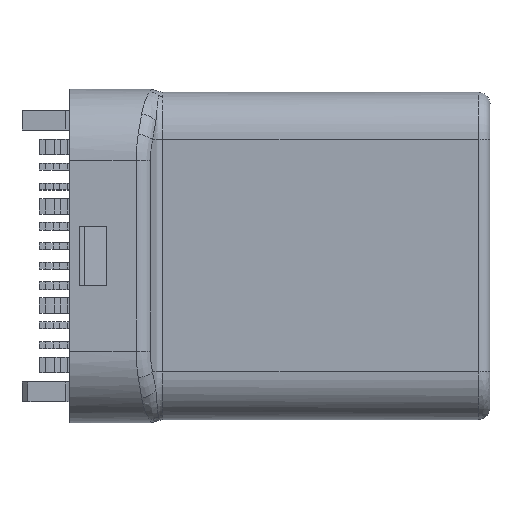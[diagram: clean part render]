
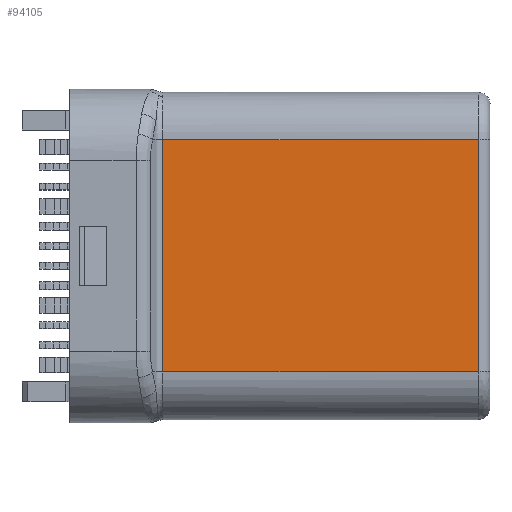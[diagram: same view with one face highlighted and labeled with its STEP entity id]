
A CAD part, top view. The second image highlights one B-rep face of the part: STEP entity #94105.
In plain terms, the highlighted face is planar.
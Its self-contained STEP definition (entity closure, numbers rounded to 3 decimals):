
#2059 = LINE ( 'NONE', #125280, #78796 ) ;
#6826 = EDGE_CURVE ( 'NONE', #32162, #25835, #69168, .T. ) ;
#7610 = EDGE_CURVE ( 'NONE', #22029, #25835, #53230, .T. ) ;
#12996 = VECTOR ( 'NONE', #35981, 1000. ) ;
#19144 = EDGE_CURVE ( 'NONE', #22029, #28909, #123573, .T. ) ;
#22029 = VERTEX_POINT ( 'NONE', #107610 ) ;
#23783 = ORIENTED_EDGE ( 'NONE', *, *, #6826, .F. ) ;
#24834 = CARTESIAN_POINT ( 'NONE',  ( 0., 1.2, -10.051 ) ) ;
#25388 = FACE_OUTER_BOUND ( 'NONE', #79558, .T. ) ;
#25835 = VERTEX_POINT ( 'NONE', #78460 ) ;
#28909 = VERTEX_POINT ( 'NONE', #117526 ) ;
#32162 = VERTEX_POINT ( 'NONE', #91308 ) ;
#35276 = VECTOR ( 'NONE', #126702, 1000. ) ;
#35981 = DIRECTION ( 'NONE',  ( 0., 0., 1. ) ) ;
#42503 = VECTOR ( 'NONE', #92120, 1000. ) ;
#42957 = DIRECTION ( 'NONE',  ( 0., 1., 0. ) ) ;
#47314 = ORIENTED_EDGE ( 'NONE', *, *, #19144, .F. ) ;
#53230 = LINE ( 'NONE', #24834, #42503 ) ;
#65863 = AXIS2_PLACEMENT_3D ( 'NONE', #83290, #42957, #93075 ) ;
#69168 = LINE ( 'NONE', #118052, #35276 ) ;
#78460 = CARTESIAN_POINT ( 'NONE',  ( -2.925, 1.2, -10.051 ) ) ;
#78796 = VECTOR ( 'NONE', #86619, 1000. ) ;
#79558 = EDGE_LOOP ( 'NONE', ( #107897, #47314, #126402, #23783 ) ) ;
#83290 = CARTESIAN_POINT ( 'NONE',  ( 0., 1.2, -6.077 ) ) ;
#84898 = CARTESIAN_POINT ( 'NONE',  ( 2.925, 1.2, -10.051 ) ) ;
#86619 = DIRECTION ( 'NONE',  ( 1., 0., 0. ) ) ;
#91308 = CARTESIAN_POINT ( 'NONE',  ( -2.925, 1.2, -2.103 ) ) ;
#91810 = PLANE ( 'NONE',  #65863 ) ;
#92120 = DIRECTION ( 'NONE',  ( -1., 0., 0. ) ) ;
#93075 = DIRECTION ( 'NONE',  ( -1., 0., 0. ) ) ;
#94105 = ADVANCED_FACE ( 'NONE', ( #25388 ), #91810, .T. ) ;
#107610 = CARTESIAN_POINT ( 'NONE',  ( 2.925, 1.2, -10.051 ) ) ;
#107897 = ORIENTED_EDGE ( 'NONE', *, *, #117454, .T. ) ;
#117454 = EDGE_CURVE ( 'NONE', #32162, #28909, #2059, .T. ) ;
#117526 = CARTESIAN_POINT ( 'NONE',  ( 2.925, 1.2, -2.103 ) ) ;
#118052 = CARTESIAN_POINT ( 'NONE',  ( -2.925, 1.2, -10.051 ) ) ;
#123573 = LINE ( 'NONE', #84898, #12996 ) ;
#125280 = CARTESIAN_POINT ( 'NONE',  ( 0., 1.2, -2.103 ) ) ;
#126402 = ORIENTED_EDGE ( 'NONE', *, *, #7610, .T. ) ;
#126702 = DIRECTION ( 'NONE',  ( 0., 0., -1. ) ) ;
